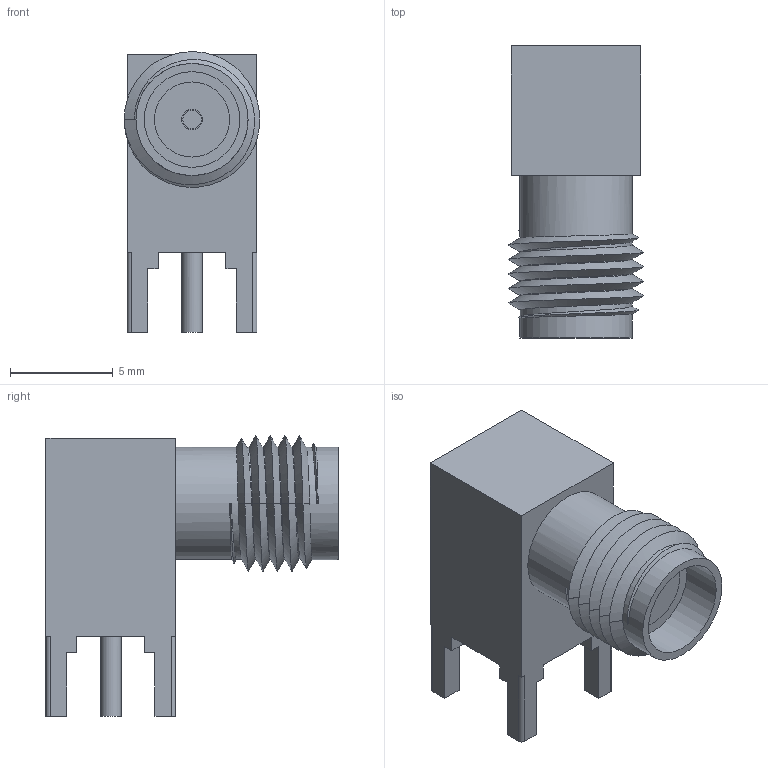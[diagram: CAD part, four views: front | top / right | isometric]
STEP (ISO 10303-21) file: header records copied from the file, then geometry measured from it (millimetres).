
FILE_DESCRIPTION(('FreeCAD Model'),'2;1');
FILE_NAME('Open CASCADE Shape Model','2021-12-24T17:08:42',('Author'),( ''),'Open CASCADE STEP processor 7.3','FreeCAD','Unknown');
FILE_SCHEMA(('AUTOMOTIVE_DESIGN { 1 0 10303 214 1 1 1 1 }'));
Length unit declared in the file: millimetre
Products named in the file (4): sma_5_1814400_2; Body; Insulator; Pin
Assembly tree (3 placements, depth 2):
  sma_5_1814400_2
    Body
    Insulator
    Pin
Bounding box: 6.6 x 14.2 x 13.65 mm (x, y, z)
Volume: 566.8 mm3; surface area: 1103.7 mm2
Topology: 3 solids, 3 shells, 147 faces, 355 edges, 211 vertices
Faces by surface type: plane 111, cylinder 24, bspline 12
Full cylindrical faces by diameter (mm): 1 x6, 3.2 x2, 3.65 x2, 4.65 x1, 5.45 x1
Entity records: 7073 total; most frequent: CARTESIAN_POINT 3656, ORIENTED_EDGE 710, DIRECTION 646, EDGE_CURVE 355, LINE 236, VECTOR 236, VERTEX_POINT 211, AXIS2_PLACEMENT_3D 205
